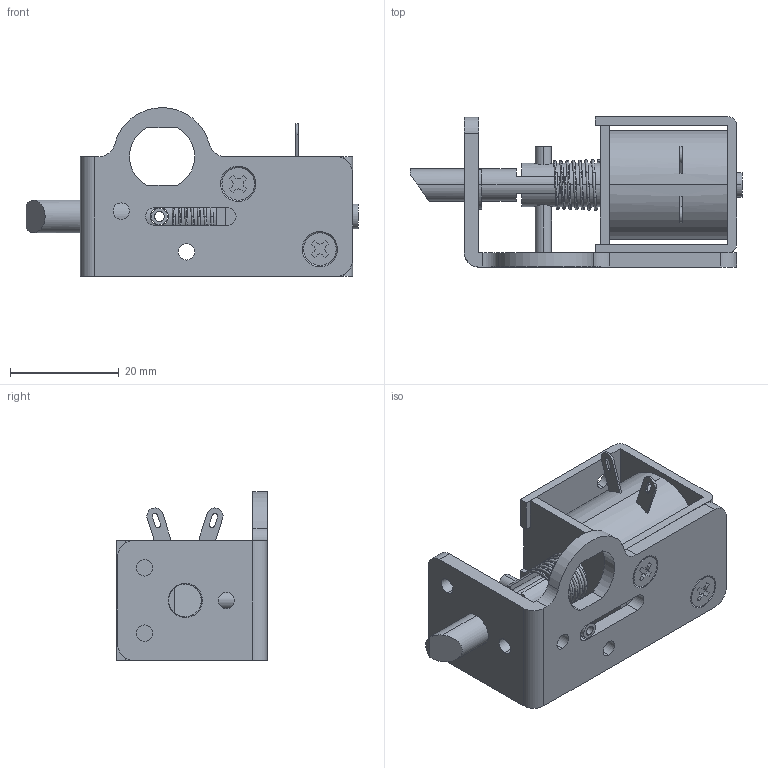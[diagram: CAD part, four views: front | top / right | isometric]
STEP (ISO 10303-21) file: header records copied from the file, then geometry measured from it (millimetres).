
FILE_DESCRIPTION (( 'STEP AP214' ), '1' );
FILE_NAME ('TL_258_2R.STEP', '2016-02-25T08:02:52', ( '' ), ( '' ), 'SwSTEP 2.0', 'SolidWorks 2015', '' );
FILE_SCHEMA (( 'AUTOMOTIVE_DESIGN' ));
Length unit declared in the file: millimetre
Products named in the file (9): base; TL_258_2R; screw_1; spring; solenoid_2; solenoid_1; retainer; pin; latch
Assembly tree (9 placements, depth 2):
  TL_258_2R
    base
    latch
    pin
    retainer
    solenoid_1
    solenoid_2
    spring
    screw_1  x2
Bounding box: 61 x 27.6 x 31 mm (x, y, z)
Volume: 15366.8 mm3; surface area: 11933.6 mm2
Topology: 9 solids, 9 shells, 315 faces, 774 edges, 486 vertices
Faces by surface type: plane 123, cylinder 100, bspline 84, cone 8
Entity records: 10362 total; most frequent: CARTESIAN_POINT 3412, ORIENTED_EDGE 1408, DIRECTION 1331, EDGE_CURVE 704, AXIS2_PLACEMENT_3D 503, VERTEX_POINT 440, EDGE_LOOP 338, LINE 325
